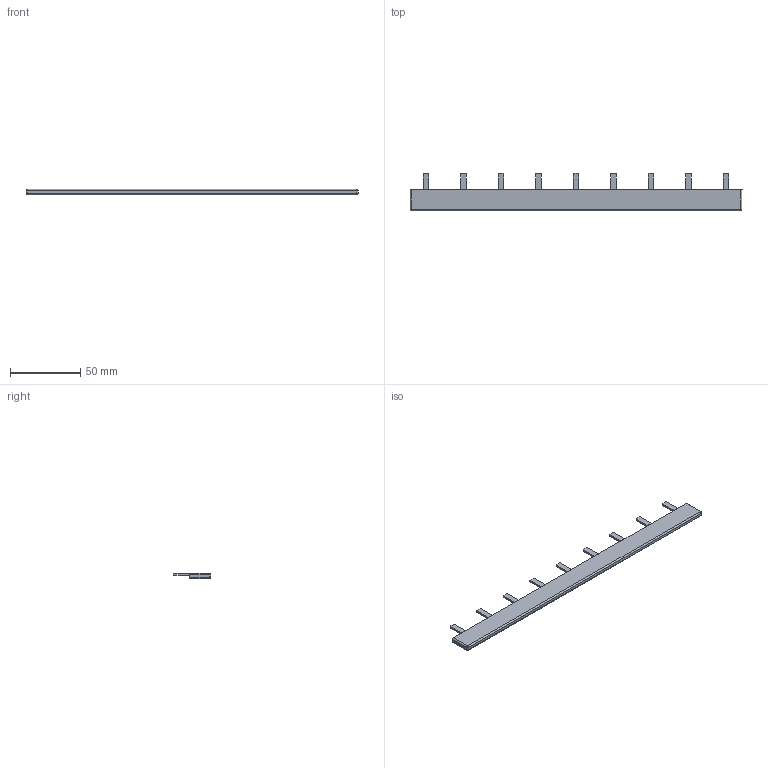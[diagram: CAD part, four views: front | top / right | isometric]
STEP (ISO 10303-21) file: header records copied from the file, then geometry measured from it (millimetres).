
FILE_DESCRIPTION(('STEP AP214'),'1');
FILE_NAME('cctmp_FEA87B6B-050A-465C-81B3-7EF9C667D13A_2025_10_07_15_52_10_0113..stp','2025-10-07T13:52:10',('SIEMENS A&D'),('CADClick - www.CADClick.com'),'Spatial InterOp 3D',' ','unknown authorization');
FILE_SCHEMA(('AUTOMOTIVE_DESIGN'));
Length unit declared in the file: millimetre
Products named in the file (11): cc_unnamed; 2025_10_07_15_52_10_0092; 2025_10_07_15_52_10_0060; 2025_10_07_15_52_10_0029; 2025_10_07_15_52_09_0997; 2025_10_07_15_52_09_0965; 2025_10_07_15_52_09_0934; 2025_10_07_15_52_09_0902; 2025_10_07_15_52_09_0870; 2025_10_07_15_52_09_0839; 2025_10_07_15_52_09_0807
Assembly tree (10 placements, depth 2):
  cc_unnamed
    2025_10_07_15_52_10_0092
    2025_10_07_15_52_10_0060
    2025_10_07_15_52_10_0029
    2025_10_07_15_52_09_0997
    2025_10_07_15_52_09_0965
    2025_10_07_15_52_09_0934
    2025_10_07_15_52_09_0902
    2025_10_07_15_52_09_0870
    2025_10_07_15_52_09_0839
    2025_10_07_15_52_09_0807
Bounding box: 237 x 26.9 x 3.8 mm (x, y, z)
Volume: 14119.7 mm3; surface area: 10090.1 mm2
Topology: 10 solids, 10 shells, 90 faces, 202 edges, 128 vertices
Faces by surface type: plane 60, cylinder 26, sphere 4
Entity records: 3490 total; most frequent: DIRECTION 452, CARTESIAN_POINT 427, ORIENTED_EDGE 396, EDGE_CURVE 198, AXIS2_PLACEMENT_3D 153, LINE 146, VECTOR 146, VERTEX_POINT 128
